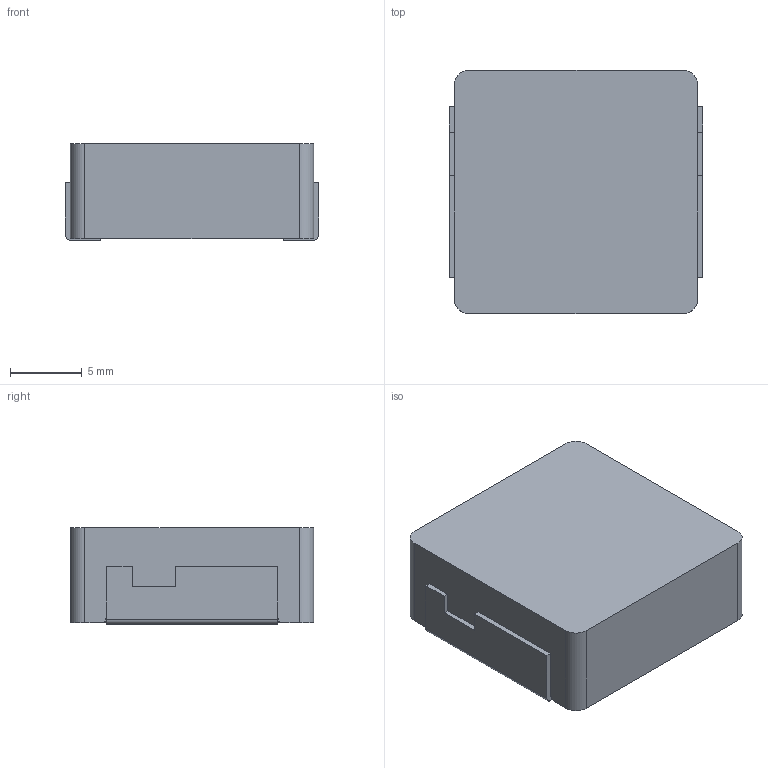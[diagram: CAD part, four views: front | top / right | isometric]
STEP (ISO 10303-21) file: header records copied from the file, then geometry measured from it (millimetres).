
FILE_DESCRIPTION (( 'STEP AP214' ), '1' );
FILE_NAME ('IND-SMD_2P-L16.9-W16.9.step', '2022-07-08T23:10:39', ( '' ), ( '' ), 'SwSTEP 2.0', 'SolidWorks 2020', '' );
FILE_SCHEMA (( 'AUTOMOTIVE_DESIGN' ));
Length unit declared in the file: millimetre
Products named in the file (1): IND-SMD_2P-L16.9-W16.9
Bounding box: 17.6 x 16.91 x 6.7 mm (x, y, z)
Volume: 1909.6 mm3; surface area: 1147.2 mm2
Topology: 1 solids, 1 shells, 333 faces, 907 edges, 602 vertices
Faces by surface type: plane 215, bspline 112, cylinder 6
Entity records: 15298 total; most frequent: CARTESIAN_POINT 3947, ORIENTED_EDGE 1814, DIRECTION 1135, EDGE_CURVE 907, LINE 667, VECTOR 667, VERTEX_POINT 602, EDGE_LOOP 359
